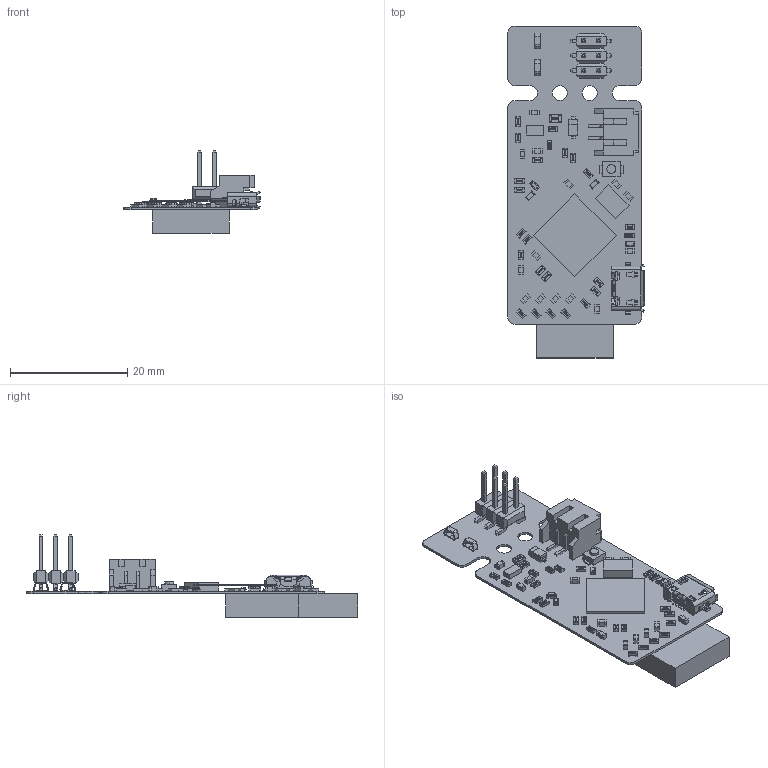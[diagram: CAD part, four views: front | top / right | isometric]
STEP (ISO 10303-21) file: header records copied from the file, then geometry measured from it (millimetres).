
FILE_DESCRIPTION(('Open CASCADE Model'),'2;1');
FILE_NAME('Open CASCADE Shape Model','2016-12-04T17:50:23',('Author'),( 'Open CASCADE'),'Open CASCADE STEP processor 6.8','Open CASCADE 6.8' ,'Unknown');
FILE_SCHEMA(('AUTOMOTIVE_DESIGN { 1 0 10303 214 1 1 1 1 }'));
Length unit declared in the file: millimetre
Products named in the file (82): PCB; Board; 3V3; keystone5015; C1; 0603; C2; C3; C4; C5; C6; C7; C8; C9; C10; D1; User_Library-led_0603_(4); D2; D3; User_Library-led_0603_(2); D4; D5; CircuitWorks-SOD123; D6; 854748464; Extruded; 854748600; D7; D8; D9; F1; 0805; GND; J1; ZX62-AB-5PA; J2; S2B-PH-SM4-TB; J3; 015912060; Open CASCADE STEP translator 6.8 2.26.1.1 ...
Assembly tree (126 placements, depth 4):
  PCB
    Board
    3V3
      keystone5015
    C1
      0603
    C2
      0603
    C3
      0603
    C4
      0603
    C5
      0603
    C6
      0603
    C7
      0603
    C8
      0603
    C9
      0603
    C10
      0603
    D1
      User_Library-led_0603_(4)
    D2
      User_Library-led_0603_(4)
    D3
      User_Library-led_0603_(2)
    D4
      User_Library-led_0603_(2)
    D5
      CircuitWorks-SOD123
    D6
      854748464
        Extruded
      854748600  x2
        Extruded
    D7
      854748464
        Extruded
      854748600  x2
        Extruded
    D8
      854748464
        Extruded
      854748600  x2
        Extruded
    D9
      854748464
        Extruded
      854748600  x2
        Extruded
    F1
      0805
    GND
      keystone5015
    J1
      ZX62-AB-5PA
Bounding box: 23.27 x 56.56 x 14.05 mm (x, y, z)
Volume: 2050.4 mm3; surface area: 4828.4 mm2
Topology: 138 solids, 138 shells, 4115 faces, 10528 edges, 6812 vertices
Faces by surface type: plane 2276, bspline 1237, cylinder 462, sphere 96, torus 40, cone 4
Full cylindrical faces by diameter (mm): 2.54 x2
Entity records: 52441 total; most frequent: CARTESIAN_POINT 14771, ORIENTED_EDGE 6482, DIRECTION 6083, EDGE_CURVE 3241, LINE 2427, VECTOR 2427, VERTEX_POINT 2078, AXIS2_PLACEMENT_3D 1828
